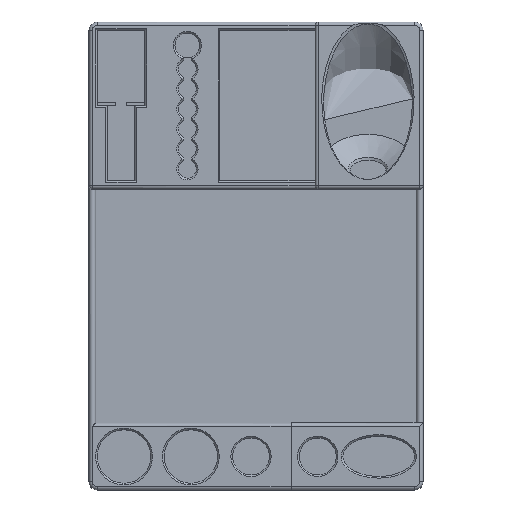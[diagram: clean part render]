
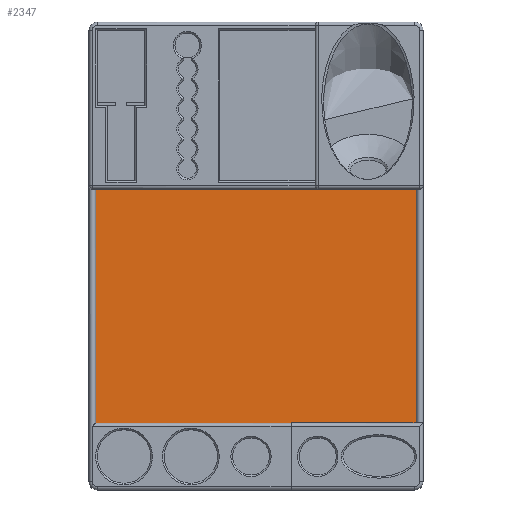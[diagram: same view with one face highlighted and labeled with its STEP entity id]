
A CAD part, top view. The second image highlights one B-rep face of the part: STEP entity #2347.
In plain terms, the highlighted planar face has unit normal (0, 0, 1).
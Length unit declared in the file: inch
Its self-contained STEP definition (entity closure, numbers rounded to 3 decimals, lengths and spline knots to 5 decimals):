
#366=FACE_OUTER_BOUND('',#510,.T.);
#510=EDGE_LOOP('',(#2134,#2135,#2136,#2137));
#519=LINE('',#3280,#716);
#525=LINE('',#3297,#722);
#530=LINE('',#3307,#727);
#713=LINE('',#4329,#910);
#716=VECTOR('',#2609,0.3937);
#722=VECTOR('',#2623,0.3937);
#727=VECTOR('',#2632,0.3937);
#910=VECTOR('',#3257,0.3937);
#913=VERTEX_POINT('',#3277);
#914=VERTEX_POINT('',#3279);
#920=VERTEX_POINT('',#3294);
#921=VERTEX_POINT('',#3296);
#1127=EDGE_CURVE('',#914,#913,#519,.T.);
#1135=EDGE_CURVE('',#921,#920,#525,.T.);
#1141=EDGE_CURVE('',#920,#914,#530,.T.);
#1466=EDGE_CURVE('',#913,#921,#713,.T.);
#2134=ORIENTED_EDGE('',*,*,#1127,.T.);
#2135=ORIENTED_EDGE('',*,*,#1466,.T.);
#2136=ORIENTED_EDGE('',*,*,#1135,.T.);
#2137=ORIENTED_EDGE('',*,*,#1141,.T.);
#2211=PLANE('',#2596);
#2347=ADVANCED_FACE('',(#366),#2211,.T.);
#2596=AXIS2_PLACEMENT_3D('',#4330,#3258,#3259);
#2609=DIRECTION('',(0.,1.,0.));
#2623=DIRECTION('',(0.,-1.,0.));
#2632=DIRECTION('',(1.,0.,0.));
#3257=DIRECTION('',(-1.,0.,0.));
#3258=DIRECTION('center_axis',(0.,0.,1.));
#3259=DIRECTION('ref_axis',(1.,0.,0.));
#3277=CARTESIAN_POINT('',(2.4,1.,0.1));
#3279=CARTESIAN_POINT('',(2.4,-2.5,0.1));
#3280=CARTESIAN_POINT('',(2.4,0.5,0.1));
#3294=CARTESIAN_POINT('',(-2.4,-2.5,0.1));
#3296=CARTESIAN_POINT('',(-2.4,1.,0.1));
#3297=CARTESIAN_POINT('',(-2.4,-1.25,0.1));
#3307=CARTESIAN_POINT('',(1.25,-2.5,0.1));
#4329=CARTESIAN_POINT('',(-1.25,1.,0.1));
#4330=CARTESIAN_POINT('Origin',(0.,0.,0.1));
